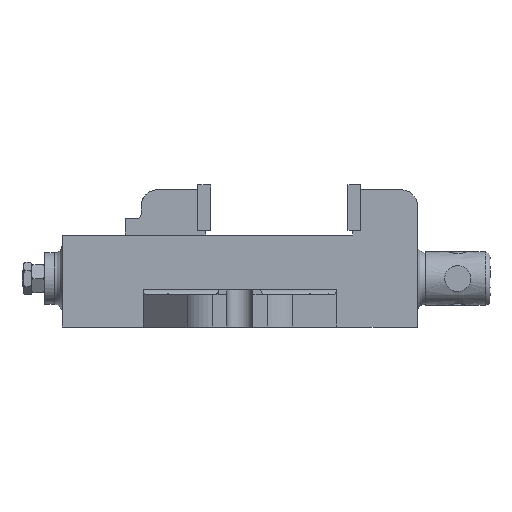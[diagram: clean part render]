
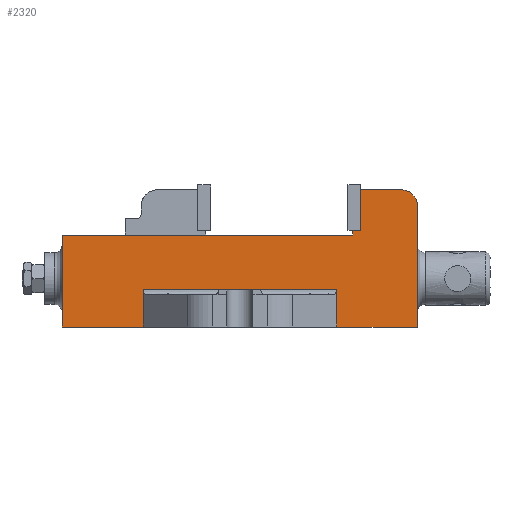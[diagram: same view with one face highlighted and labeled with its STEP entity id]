
A CAD part, front view. The second image highlights one B-rep face of the part: STEP entity #2320.
In plain terms, the highlighted free-form (B-spline) face has degree [1, 1] with [2, 2] control points.
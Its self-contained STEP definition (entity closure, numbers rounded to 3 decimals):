
#634 = EDGE_CURVE('',#635,#637,#639,.T.);
#635 = VERTEX_POINT('',#636);
#636 = CARTESIAN_POINT('',(228.957,0.,30.977));
#637 = VERTEX_POINT('',#638);
#638 = CARTESIAN_POINT('',(67.34,0.,30.977));
#639 = B_SPLINE_CURVE_WITH_KNOTS('',1,(#640,#641),.UNSPECIFIED.,.F.,.F.,
  (2,2),(-60.,60.),.PIECEWISE_BEZIER_KNOTS.);
#640 = CARTESIAN_POINT('',(228.957,0.,30.977));
#641 = CARTESIAN_POINT('',(67.34,0.,30.977));
#1000 = VERTEX_POINT('',#1001);
#1001 = CARTESIAN_POINT('',(296.297,0.,0.));
#1006 = EDGE_CURVE('',#1007,#1000,#1009,.T.);
#1007 = VERTEX_POINT('',#1008);
#1008 = CARTESIAN_POINT('',(228.957,0.,0.));
#1009 = B_SPLINE_CURVE_WITH_KNOTS('',1,(#1010,#1011),.UNSPECIFIED.,.F.,
  .F.,(2,2),(170.,220.),.PIECEWISE_BEZIER_KNOTS.);
#1010 = CARTESIAN_POINT('',(228.957,0.,0.));
#1011 = CARTESIAN_POINT('',(296.297,0.,0.));
#1060 = VERTEX_POINT('',#1061);
#1061 = CARTESIAN_POINT('',(67.34,0.,0.));
#1066 = EDGE_CURVE('',#1067,#1060,#1069,.T.);
#1067 = VERTEX_POINT('',#1068);
#1068 = CARTESIAN_POINT('',(0.,0.,0.));
#1069 = B_SPLINE_CURVE_WITH_KNOTS('',1,(#1070,#1071),.UNSPECIFIED.,.F.,
  .F.,(2,2),(0.,50.),.PIECEWISE_BEZIER_KNOTS.);
#1070 = CARTESIAN_POINT('',(0.,0.,0.));
#1071 = CARTESIAN_POINT('',(67.34,0.,0.));
#1166 = EDGE_CURVE('',#1060,#637,#1167,.T.);
#1167 = B_SPLINE_CURVE_WITH_KNOTS('',1,(#1168,#1169),.UNSPECIFIED.,.F.,
  .F.,(2,2),(-14.25,8.75),.PIECEWISE_BEZIER_KNOTS.);
#1168 = CARTESIAN_POINT('',(67.34,0.,0.));
#1169 = CARTESIAN_POINT('',(67.34,0.,
    30.977));
#1182 = EDGE_CURVE('',#635,#1007,#1183,.T.);
#1183 = B_SPLINE_CURVE_WITH_KNOTS('',1,(#1184,#1185),.UNSPECIFIED.,.F.,
  .F.,(2,2),(-8.75,14.25),.PIECEWISE_BEZIER_KNOTS.);
#1184 = CARTESIAN_POINT('',(228.957,0.,30.977));
#1185 = CARTESIAN_POINT('',(228.957,0.,0.));
#1919 = VERTEX_POINT('',#1920);
#1920 = CARTESIAN_POINT('',(282.829,0.,114.478));
#1925 = EDGE_CURVE('',#1919,#1926,#1928,.T.);
#1926 = VERTEX_POINT('',#1927);
#1927 = CARTESIAN_POINT('',(296.297,0.,101.01));
#1928 = ( BOUNDED_CURVE() B_SPLINE_CURVE(2,(#1929,#1930,#1931),
.UNSPECIFIED.,.F.,.F.) B_SPLINE_CURVE_WITH_KNOTS((3,3),(5.498,
7.069),.PIECEWISE_BEZIER_KNOTS.) CURVE() 
GEOMETRIC_REPRESENTATION_ITEM() RATIONAL_B_SPLINE_CURVE((1.,
0.707,1.)) REPRESENTATION_ITEM('') );
#1929 = CARTESIAN_POINT('',(282.829,0.,114.478));
#1930 = CARTESIAN_POINT('',(296.297,0.,114.478));
#1931 = CARTESIAN_POINT('',(296.297,0.,101.01));
#1949 = EDGE_CURVE('',#1000,#1926,#1950,.T.);
#1950 = B_SPLINE_CURVE_WITH_KNOTS('',1,(#1951,#1952),.UNSPECIFIED.,.F.,
  .F.,(2,2),(-57.,18.),.PIECEWISE_BEZIER_KNOTS.);
#1951 = CARTESIAN_POINT('',(296.297,0.,0.));
#1952 = CARTESIAN_POINT('',(296.297,0.,101.01));
#1979 = VERTEX_POINT('',#1980);
#1980 = CARTESIAN_POINT('',(242.425,0.,76.768));
#1985 = EDGE_CURVE('',#1979,#1986,#1988,.T.);
#1986 = VERTEX_POINT('',#1987);
#1987 = CARTESIAN_POINT('',(242.425,0.,80.808));
#1988 = B_SPLINE_CURVE_WITH_KNOTS('',1,(#1989,#1990),.UNSPECIFIED.,.F.,
  .F.,(2,2),(0.,3.),.PIECEWISE_BEZIER_KNOTS.);
#1989 = CARTESIAN_POINT('',(242.425,0.,76.768));
#1990 = CARTESIAN_POINT('',(242.425,0.,80.808));
#2026 = VERTEX_POINT('',#2027);
#2027 = CARTESIAN_POINT('',(249.159,0.,80.808));
#2034 = EDGE_CURVE('',#1986,#2026,#2035,.T.);
#2035 = B_SPLINE_CURVE_WITH_KNOTS('',1,(#2036,#2037),.UNSPECIFIED.,.F.,
  .F.,(2,2),(0.,5.),.PIECEWISE_BEZIER_KNOTS.);
#2036 = CARTESIAN_POINT('',(242.425,0.,80.808));
#2037 = CARTESIAN_POINT('',(249.159,0.,80.808));
#2051 = VERTEX_POINT('',#2052);
#2052 = CARTESIAN_POINT('',(0.,0.,76.768));
#2057 = EDGE_CURVE('',#1979,#2051,#2058,.T.);
#2058 = B_SPLINE_CURVE_WITH_KNOTS('',1,(#2059,#2060),.UNSPECIFIED.,.F.,
  .F.,(2,2),(40.,220.),.PIECEWISE_BEZIER_KNOTS.);
#2059 = CARTESIAN_POINT('',(242.425,0.,76.768));
#2060 = CARTESIAN_POINT('',(0.,0.,76.768));
#2077 = EDGE_CURVE('',#2026,#2078,#2080,.T.);
#2078 = VERTEX_POINT('',#2079);
#2079 = CARTESIAN_POINT('',(249.159,0.,114.478));
#2080 = B_SPLINE_CURVE_WITH_KNOTS('',1,(#2081,#2082),.UNSPECIFIED.,.F.,
  .F.,(2,2),(3.,28.),.PIECEWISE_BEZIER_KNOTS.);
#2081 = CARTESIAN_POINT('',(249.159,0.,80.808));
#2082 = CARTESIAN_POINT('',(249.159,0.,114.478));
#2107 = EDGE_CURVE('',#2078,#1919,#2108,.T.);
#2108 = B_SPLINE_CURVE_WITH_KNOTS('',1,(#2109,#2110),.UNSPECIFIED.,.F.,
  .F.,(2,2),(0.,25.),.PIECEWISE_BEZIER_KNOTS.);
#2109 = CARTESIAN_POINT('',(249.159,0.,114.478));
#2110 = CARTESIAN_POINT('',(282.829,0.,114.478));
#2293 = EDGE_CURVE('',#2051,#1067,#2294,.T.);
#2294 = B_SPLINE_CURVE_WITH_KNOTS('',1,(#2295,#2296),.UNSPECIFIED.,.F.,
  .F.,(2,2),(0.,57.),.PIECEWISE_BEZIER_KNOTS.);
#2295 = CARTESIAN_POINT('',(0.,0.,76.768));
#2296 = CARTESIAN_POINT('',(0.,0.,0.));
#2320 = ADVANCED_FACE('',(#2321),#2336,.F.);
#2321 = FACE_BOUND('',#2322,.T.);
#2322 = EDGE_LOOP('',(#2323,#2324,#2325,#2326,#2327,#2328,#2329,#2330,
    #2331,#2332,#2333,#2334,#2335));
#2323 = ORIENTED_EDGE('',*,*,#1182,.T.);
#2324 = ORIENTED_EDGE('',*,*,#1006,.T.);
#2325 = ORIENTED_EDGE('',*,*,#1949,.T.);
#2326 = ORIENTED_EDGE('',*,*,#1925,.F.);
#2327 = ORIENTED_EDGE('',*,*,#2107,.F.);
#2328 = ORIENTED_EDGE('',*,*,#2077,.F.);
#2329 = ORIENTED_EDGE('',*,*,#2034,.F.);
#2330 = ORIENTED_EDGE('',*,*,#1985,.F.);
#2331 = ORIENTED_EDGE('',*,*,#2057,.T.);
#2332 = ORIENTED_EDGE('',*,*,#2293,.T.);
#2333 = ORIENTED_EDGE('',*,*,#1066,.T.);
#2334 = ORIENTED_EDGE('',*,*,#1166,.T.);
#2335 = ORIENTED_EDGE('',*,*,#634,.F.);
#2336 = B_SPLINE_SURFACE_WITH_KNOTS('',1,1,(
    (#2337,#2338)
    ,(#2339,#2340
    )),.UNSPECIFIED.,.F.,.F.,.F.,(2,2),(2,2),(-110.,110.),(-56.5,28.5),
  .PIECEWISE_BEZIER_KNOTS.);
#2337 = CARTESIAN_POINT('',(0.,0.,114.478));
#2338 = CARTESIAN_POINT('',(0.,0.,0.));
#2339 = CARTESIAN_POINT('',(296.297,0.,114.478));
#2340 = CARTESIAN_POINT('',(296.297,0.,0.));
